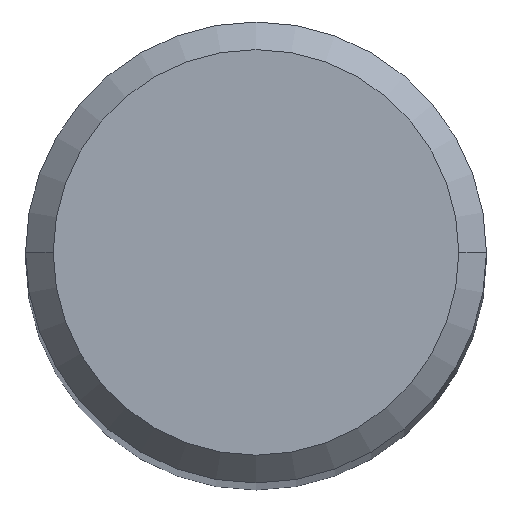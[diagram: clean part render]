
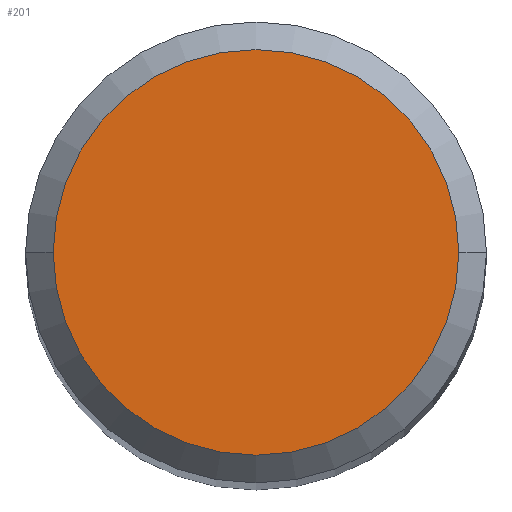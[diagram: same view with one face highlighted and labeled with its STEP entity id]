
A CAD part, top view. The second image highlights one B-rep face of the part: STEP entity #201.
In plain terms, the highlighted planar face has unit normal (0, 0, 1).
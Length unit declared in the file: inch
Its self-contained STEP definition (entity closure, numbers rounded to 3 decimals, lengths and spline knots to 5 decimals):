
#7 = EDGE_CURVE ( 'NONE', #230, #54, #184, .T. ) ;
#14 = ORIENTED_EDGE ( 'NONE', *, *, #181, .T. ) ;
#24 = FACE_OUTER_BOUND ( 'NONE', #209, .T. ) ;
#54 = VERTEX_POINT ( 'NONE', #120 ) ;
#96 = DIRECTION ( 'NONE',  ( 0., 0., 1. ) ) ;
#102 = CIRCLE ( 'NONE', #115, 0.11 ) ;
#104 = CARTESIAN_POINT ( 'NONE',  ( 0., 0., 2.5 ) ) ;
#109 = AXIS2_PLACEMENT_3D ( 'NONE', #123, #96, #195 ) ;
#112 = DIRECTION ( 'NONE',  ( 0., 0., 1. ) ) ;
#114 = CARTESIAN_POINT ( 'NONE',  ( 0., 0., 2.5 ) ) ;
#115 = AXIS2_PLACEMENT_3D ( 'NONE', #114, #156, #235 ) ;
#119 = ORIENTED_EDGE ( 'NONE', *, *, #7, .T. ) ;
#120 = CARTESIAN_POINT ( 'NONE',  ( 0.11, 0., 2.5 ) ) ;
#123 = CARTESIAN_POINT ( 'NONE',  ( 0., 0., 2.5 ) ) ;
#156 = DIRECTION ( 'NONE',  ( 0., 0., 1. ) ) ;
#181 = EDGE_CURVE ( 'NONE', #54, #230, #102, .T. ) ;
#184 = CIRCLE ( 'NONE', #109, 0.11 ) ;
#195 = DIRECTION ( 'NONE',  ( 1., 0., 0. ) ) ;
#201 = ADVANCED_FACE ( 'NONE', ( #24 ), #217, .T. ) ;
#209 = EDGE_LOOP ( 'NONE', ( #119, #14 ) ) ;
#217 = PLANE ( 'NONE',  #266 ) ;
#230 = VERTEX_POINT ( 'NONE', #240 ) ;
#235 = DIRECTION ( 'NONE',  ( 1., 0., 0. ) ) ;
#238 = DIRECTION ( 'NONE',  ( 1., 0., 0. ) ) ;
#240 = CARTESIAN_POINT ( 'NONE',  ( -0.11, 0., 2.5 ) ) ;
#266 = AXIS2_PLACEMENT_3D ( 'NONE', #104, #112, #238 ) ;
